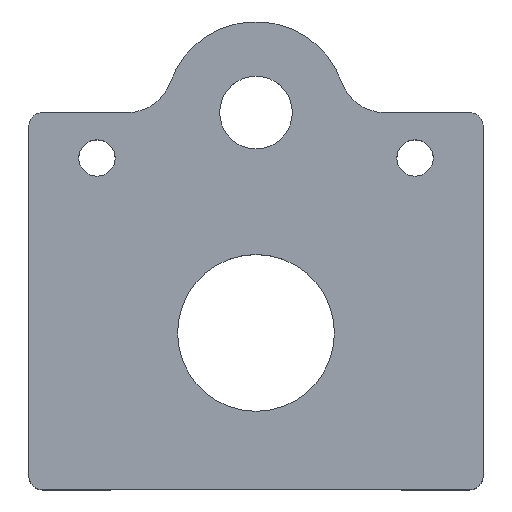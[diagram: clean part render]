
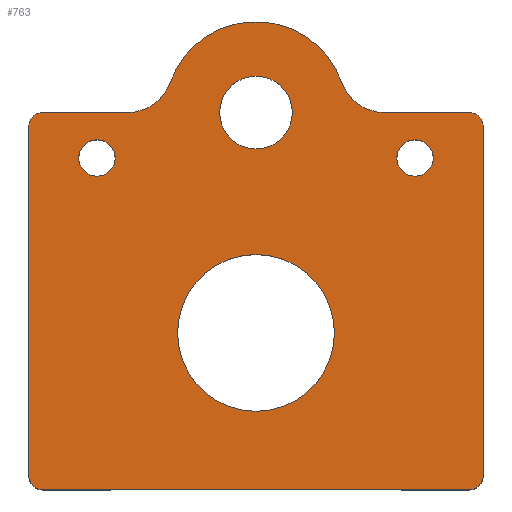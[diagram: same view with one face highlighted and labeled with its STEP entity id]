
A CAD part, top view. The second image highlights one B-rep face of the part: STEP entity #763.
In plain terms, the highlighted planar face has unit normal (0, 0, 1).
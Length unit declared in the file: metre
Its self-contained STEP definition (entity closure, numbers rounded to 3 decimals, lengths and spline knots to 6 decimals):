
#65=CIRCLE('',#843,0.002);
#66=CIRCLE('',#844,0.002);
#67=CIRCLE('',#845,0.008625);
#68=CIRCLE('',#846,0.0015);
#69=CIRCLE('',#847,0.0015);
#70=CIRCLE('',#848,0.0015);
#71=CIRCLE('',#849,0.005);
#72=CIRCLE('',#850,0.01);
#73=CIRCLE('',#851,0.005);
#74=CIRCLE('',#852,0.0015);
#75=CIRCLE('',#853,0.004);
#151=ORIENTED_EDGE('',*,*,#365,.T.);
#152=ORIENTED_EDGE('',*,*,#366,.T.);
#153=ORIENTED_EDGE('',*,*,#367,.F.);
#154=ORIENTED_EDGE('',*,*,#368,.F.);
#155=ORIENTED_EDGE('',*,*,#369,.T.);
#156=ORIENTED_EDGE('',*,*,#326,.F.);
#157=ORIENTED_EDGE('',*,*,#370,.T.);
#158=ORIENTED_EDGE('',*,*,#371,.T.);
#159=ORIENTED_EDGE('',*,*,#372,.T.);
#160=ORIENTED_EDGE('',*,*,#373,.F.);
#161=ORIENTED_EDGE('',*,*,#374,.T.);
#162=ORIENTED_EDGE('',*,*,#375,.F.);
#163=ORIENTED_EDGE('',*,*,#376,.T.);
#164=ORIENTED_EDGE('',*,*,#377,.F.);
#165=ORIENTED_EDGE('',*,*,#378,.T.);
#166=ORIENTED_EDGE('',*,*,#379,.F.);
#326=EDGE_CURVE('',#437,#438,#503,.T.);
#365=EDGE_CURVE('',#468,#468,#65,.F.);
#366=EDGE_CURVE('',#469,#469,#66,.F.);
#367=EDGE_CURVE('',#470,#470,#67,.T.);
#368=EDGE_CURVE('',#471,#472,#528,.T.);
#369=EDGE_CURVE('',#471,#438,#68,.T.);
#370=EDGE_CURVE('',#437,#473,#69,.T.);
#371=EDGE_CURVE('',#473,#474,#529,.T.);
#372=EDGE_CURVE('',#474,#475,#70,.T.);
#373=EDGE_CURVE('',#476,#475,#530,.T.);
#374=EDGE_CURVE('',#476,#477,#71,.F.);
#375=EDGE_CURVE('',#478,#477,#72,.T.);
#376=EDGE_CURVE('',#478,#479,#73,.F.);
#377=EDGE_CURVE('',#480,#479,#531,.T.);
#378=EDGE_CURVE('',#480,#472,#74,.T.);
#379=EDGE_CURVE('',#481,#481,#75,.T.);
#437=VERTEX_POINT('',#1187);
#438=VERTEX_POINT('',#1189);
#468=VERTEX_POINT('',#1264);
#469=VERTEX_POINT('',#1266);
#470=VERTEX_POINT('',#1268);
#471=VERTEX_POINT('',#1270);
#472=VERTEX_POINT('',#1271);
#473=VERTEX_POINT('',#1274);
#474=VERTEX_POINT('',#1276);
#475=VERTEX_POINT('',#1278);
#476=VERTEX_POINT('',#1280);
#477=VERTEX_POINT('',#1282);
#478=VERTEX_POINT('',#1284);
#479=VERTEX_POINT('',#1286);
#480=VERTEX_POINT('',#1288);
#481=VERTEX_POINT('',#1291);
#503=LINE('',#1188,#571);
#528=LINE('',#1269,#596);
#529=LINE('',#1275,#597);
#530=LINE('',#1279,#598);
#531=LINE('',#1287,#599);
#571=VECTOR('',#938,1.);
#596=VECTOR('',#1009,1.);
#597=VECTOR('',#1014,1.);
#598=VECTOR('',#1017,1.);
#599=VECTOR('',#1024,1.);
#636=EDGE_LOOP('',(#151));
#637=EDGE_LOOP('',(#152));
#638=EDGE_LOOP('',(#153));
#639=EDGE_LOOP('',(#154,#155,#156,#157,#158,#159,#160,#161,#162,#163,#164,
#165));
#640=EDGE_LOOP('',(#166));
#692=FACE_BOUND('',#636,.T.);
#693=FACE_BOUND('',#637,.T.);
#694=FACE_BOUND('',#638,.T.);
#695=FACE_BOUND('',#639,.T.);
#696=FACE_BOUND('',#640,.T.);
#744=PLANE('',#842);
#763=ADVANCED_FACE('',(#692,#693,#694,#695,#696),#744,.T.);
#842=AXIS2_PLACEMENT_3D('',#1262,#1001,#1002);
#843=AXIS2_PLACEMENT_3D('',#1263,#1003,#1004);
#844=AXIS2_PLACEMENT_3D('',#1265,#1005,#1006);
#845=AXIS2_PLACEMENT_3D('',#1267,#1007,#1008);
#846=AXIS2_PLACEMENT_3D('',#1272,#1010,#1011);
#847=AXIS2_PLACEMENT_3D('',#1273,#1012,#1013);
#848=AXIS2_PLACEMENT_3D('',#1277,#1015,#1016);
#849=AXIS2_PLACEMENT_3D('',#1281,#1018,#1019);
#850=AXIS2_PLACEMENT_3D('',#1283,#1020,#1021);
#851=AXIS2_PLACEMENT_3D('',#1285,#1022,#1023);
#852=AXIS2_PLACEMENT_3D('',#1289,#1025,#1026);
#853=AXIS2_PLACEMENT_3D('',#1290,#1027,#1028);
#938=DIRECTION('',(-1.,0.,0.));
#1001=DIRECTION('',(0.,0.,1.));
#1002=DIRECTION('',(0.,-1.,0.));
#1003=DIRECTION('',(0.,0.,1.));
#1004=DIRECTION('',(0.,-1.,0.));
#1005=DIRECTION('',(0.,0.,1.));
#1006=DIRECTION('',(0.,-1.,0.));
#1007=DIRECTION('',(0.,0.,1.));
#1008=DIRECTION('',(0.,-1.,0.));
#1009=DIRECTION('',(0.,1.,0.));
#1010=DIRECTION('',(0.,0.,1.));
#1011=DIRECTION('',(0.,-1.,0.));
#1012=DIRECTION('',(0.,0.,1.));
#1013=DIRECTION('',(0.,-1.,0.));
#1014=DIRECTION('',(0.,1.,0.));
#1015=DIRECTION('',(0.,0.,1.));
#1016=DIRECTION('',(0.,-1.,0.));
#1017=DIRECTION('',(1.,0.,0.));
#1018=DIRECTION('',(0.,0.,1.));
#1019=DIRECTION('',(0.,-1.,0.));
#1020=DIRECTION('',(0.,0.,-1.));
#1021=DIRECTION('',(0.,-1.,0.));
#1022=DIRECTION('',(0.,0.,1.));
#1023=DIRECTION('',(0.,-1.,0.));
#1024=DIRECTION('',(1.,0.,0.));
#1025=DIRECTION('',(0.,0.,1.));
#1026=DIRECTION('',(0.,-1.,0.));
#1027=DIRECTION('',(0.,0.,1.));
#1028=DIRECTION('',(0.,-1.,0.));
#1187=CARTESIAN_POINT('',(0.7255,0.4605,0.0576));
#1188=CARTESIAN_POINT('',(0.727,0.4605,0.0576));
#1189=CARTESIAN_POINT('',(0.6785,0.4605,0.0576));
#1262=CARTESIAN_POINT('',(0.727,0.47775,0.0576));
#1263=CARTESIAN_POINT('',(0.6845,0.497,0.0576));
#1264=CARTESIAN_POINT('',(0.6845,0.495,0.0576));
#1265=CARTESIAN_POINT('',(0.7195,0.497,0.0576));
#1266=CARTESIAN_POINT('',(0.7195,0.495,0.0576));
#1267=CARTESIAN_POINT('',(0.702,0.47775,0.0576));
#1268=CARTESIAN_POINT('',(0.702,0.469125,0.0576));
#1269=CARTESIAN_POINT('',(0.677,0.47775,0.0576));
#1270=CARTESIAN_POINT('',(0.677,0.462,0.0576));
#1271=CARTESIAN_POINT('',(0.677,0.5005,0.0576));
#1272=CARTESIAN_POINT('',(0.6785,0.462,0.0576));
#1273=CARTESIAN_POINT('',(0.7255,0.462,0.0576));
#1274=CARTESIAN_POINT('',(0.727,0.462,0.0576));
#1275=CARTESIAN_POINT('',(0.727,0.47775,0.0576));
#1276=CARTESIAN_POINT('',(0.727,0.5005,0.0576));
#1277=CARTESIAN_POINT('',(0.7255,0.5005,0.0576));
#1278=CARTESIAN_POINT('',(0.7255,0.502,0.0576));
#1279=CARTESIAN_POINT('',(0.7195,0.502,0.0576));
#1280=CARTESIAN_POINT('',(0.716142,0.502,0.0576));
#1281=CARTESIAN_POINT('',(0.716142,0.507,0.0576));
#1282=CARTESIAN_POINT('',(0.711428,0.505333,0.0576));
#1283=CARTESIAN_POINT('',(0.702,0.502,0.0576));
#1284=CARTESIAN_POINT('',(0.692572,0.505333,0.0576));
#1285=CARTESIAN_POINT('',(0.687858,0.507,0.0576));
#1286=CARTESIAN_POINT('',(0.687858,0.502,0.0576));
#1287=CARTESIAN_POINT('',(0.6845,0.502,0.0576));
#1288=CARTESIAN_POINT('',(0.6785,0.502,0.0576));
#1289=CARTESIAN_POINT('',(0.6785,0.5005,0.0576));
#1290=CARTESIAN_POINT('',(0.702,0.502,0.0576));
#1291=CARTESIAN_POINT('',(0.702,0.498,0.0576));
